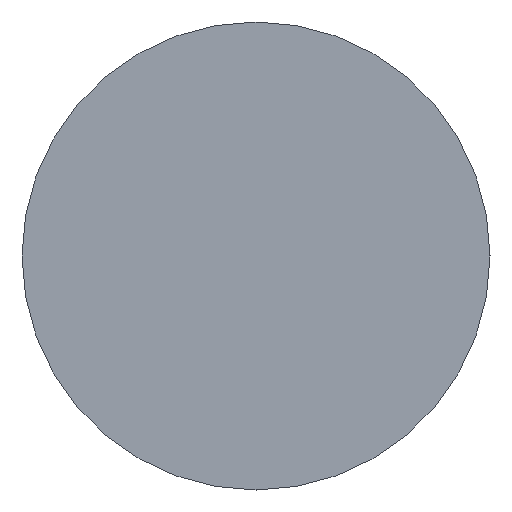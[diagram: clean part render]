
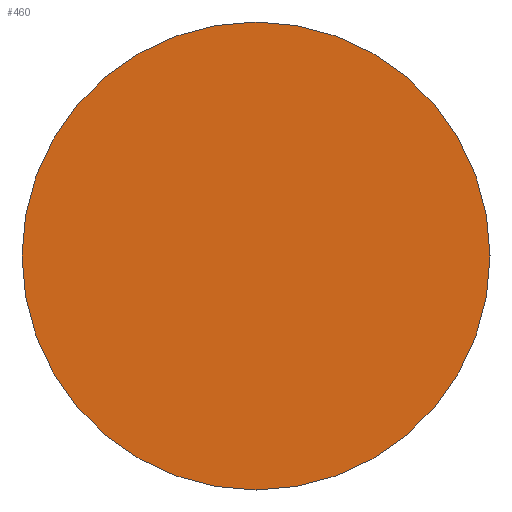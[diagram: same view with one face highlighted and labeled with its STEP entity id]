
A CAD part, front view. The second image highlights one B-rep face of the part: STEP entity #460.
In plain terms, the highlighted planar face has unit normal (0, -1, 0).
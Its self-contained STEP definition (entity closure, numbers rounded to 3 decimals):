
#44 = ORIENTED_EDGE ( 'NONE', *, *, #268, .F. ) ;
#46 = DIRECTION ( 'NONE',  ( 0., 1., 0. ) ) ;
#82 = AXIS2_PLACEMENT_3D ( 'NONE', #433, #394, #285 ) ;
#146 = AXIS2_PLACEMENT_3D ( 'NONE', #247, #46, #321 ) ;
#148 = CARTESIAN_POINT ( 'NONE',  ( 0., 0., -1.5 ) ) ;
#153 = VERTEX_POINT ( 'NONE', #148 ) ;
#158 = DIRECTION ( 'NONE',  ( 0., 0., 1. ) ) ;
#166 = FACE_OUTER_BOUND ( 'NONE', #523, .T. ) ;
#207 = DIRECTION ( 'NONE',  ( 0., 1., 0. ) ) ;
#210 = VERTEX_POINT ( 'NONE', #514 ) ;
#247 = CARTESIAN_POINT ( 'NONE',  ( 0., 0., 0. ) ) ;
#257 = PLANE ( 'NONE',  #146 ) ;
#268 = EDGE_CURVE ( 'NONE', #210, #153, #451, .T. ) ;
#285 = DIRECTION ( 'NONE',  ( 0., 0., 1. ) ) ;
#307 = CIRCLE ( 'NONE', #82, 1.5 ) ;
#321 = DIRECTION ( 'NONE',  ( 0., 0., 1. ) ) ;
#326 = EDGE_CURVE ( 'NONE', #153, #210, #307, .T. ) ;
#343 = ORIENTED_EDGE ( 'NONE', *, *, #326, .F. ) ;
#394 = DIRECTION ( 'NONE',  ( 0., 1., 0. ) ) ;
#433 = CARTESIAN_POINT ( 'NONE',  ( 0., 0., 0. ) ) ;
#451 = CIRCLE ( 'NONE', #474, 1.5 ) ;
#460 = ADVANCED_FACE ( 'NONE', ( #166 ), #257, .F. ) ;
#474 = AXIS2_PLACEMENT_3D ( 'NONE', #488, #207, #158 ) ;
#488 = CARTESIAN_POINT ( 'NONE',  ( 0., 0., 0. ) ) ;
#514 = CARTESIAN_POINT ( 'NONE',  ( 0., 0., 1.5 ) ) ;
#523 = EDGE_LOOP ( 'NONE', ( #343, #44 ) ) ;
